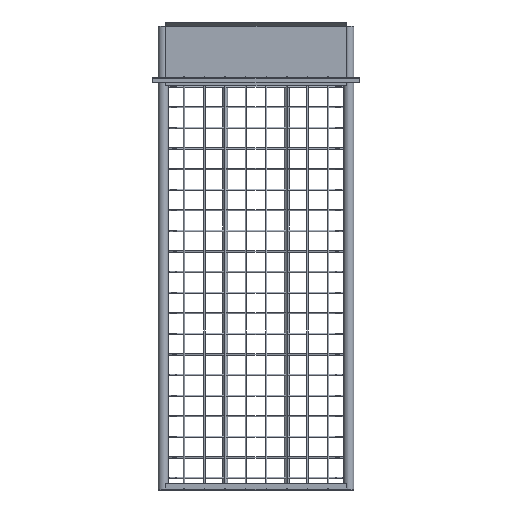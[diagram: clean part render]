
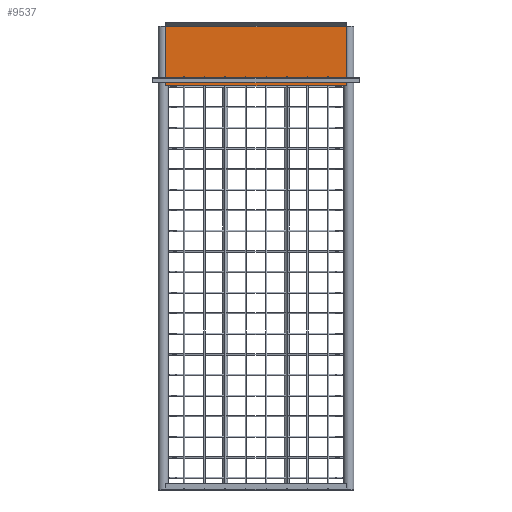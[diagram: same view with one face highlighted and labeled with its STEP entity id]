
A CAD part, left-side view. The second image highlights one B-rep face of the part: STEP entity #9537.
In plain terms, the highlighted face is planar.
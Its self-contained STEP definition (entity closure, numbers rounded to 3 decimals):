
#196 = ORIENTED_EDGE ( 'NONE', *, *, #14272, .F. ) ;
#401 = VERTEX_POINT ( 'NONE', #9775 ) ;
#421 = EDGE_CURVE ( 'NONE', #14180, #8586, #7440, .T. ) ;
#782 = VECTOR ( 'NONE', #16454, 1000. ) ;
#887 = DIRECTION ( 'NONE',  ( 0., 0., 1. ) ) ;
#1511 = DIRECTION ( 'NONE',  ( 0., -1., 0. ) ) ;
#1599 = DIRECTION ( 'NONE',  ( 0., 1., 0. ) ) ;
#1824 = LINE ( 'NONE', #13852, #9328 ) ;
#2497 = VECTOR ( 'NONE', #3091, 1000. ) ;
#2589 = LINE ( 'NONE', #13297, #4705 ) ;
#2607 = VECTOR ( 'NONE', #4395, 1000. ) ;
#2664 = CARTESIAN_POINT ( 'NONE',  ( 12.5, -20.3, 139.65 ) ) ;
#2757 = DIRECTION ( 'NONE',  ( 0., -1., 0. ) ) ;
#3091 = DIRECTION ( 'NONE',  ( 0., 0., -1. ) ) ;
#3269 = EDGE_LOOP ( 'NONE', ( #16016, #4865, #6019, #196 ) ) ;
#3341 = EDGE_CURVE ( 'NONE', #11465, #8586, #4526, .T. ) ;
#3363 = EDGE_LOOP ( 'NONE', ( #13339, #6902, #9653, #8275 ) ) ;
#3453 = EDGE_CURVE ( 'NONE', #12901, #11465, #14333, .T. ) ;
#3472 = CARTESIAN_POINT ( 'NONE',  ( 12.5, -20.3, -160.35 ) ) ;
#3611 = VERTEX_POINT ( 'NONE', #10758 ) ;
#3725 = DIRECTION ( 'NONE',  ( 0., 0., -1. ) ) ;
#3917 = VECTOR ( 'NONE', #887, 1000. ) ;
#4395 = DIRECTION ( 'NONE',  ( 0., 0., -1. ) ) ;
#4488 = CARTESIAN_POINT ( 'NONE',  ( 12.5, -144.101, 218.813 ) ) ;
#4494 = LINE ( 'NONE', #8241, #2497 ) ;
#4526 = LINE ( 'NONE', #5732, #16614 ) ;
#4705 = VECTOR ( 'NONE', #2757, 1000. ) ;
#4865 = ORIENTED_EDGE ( 'NONE', *, *, #9511, .F. ) ;
#4967 = VECTOR ( 'NONE', #3725, 1000. ) ;
#5584 = EDGE_CURVE ( 'NONE', #10116, #12319, #7578, .T. ) ;
#5732 = CARTESIAN_POINT ( 'NONE',  ( 12.5, 0., -218.813 ) ) ;
#5747 = CARTESIAN_POINT ( 'NONE',  ( 12.5, -20.3, 160.35 ) ) ;
#5861 = LINE ( 'NONE', #11175, #782 ) ;
#6001 = CARTESIAN_POINT ( 'NONE',  ( 12.5, -18.7, 160.35 ) ) ;
#6019 = ORIENTED_EDGE ( 'NONE', *, *, #11531, .F. ) ;
#6306 = CARTESIAN_POINT ( 'NONE',  ( 12.5, -20.3, -160.35 ) ) ;
#6485 = CARTESIAN_POINT ( 'NONE',  ( 12.5, 0., -218.813 ) ) ;
#6845 = LINE ( 'NONE', #8422, #12724 ) ;
#6902 = ORIENTED_EDGE ( 'NONE', *, *, #7817, .T. ) ;
#7440 = LINE ( 'NONE', #4488, #2607 ) ;
#7578 = LINE ( 'NONE', #14083, #13388 ) ;
#7608 = VERTEX_POINT ( 'NONE', #16133 ) ;
#7817 = EDGE_CURVE ( 'NONE', #401, #10116, #15352, .T. ) ;
#8241 = CARTESIAN_POINT ( 'NONE',  ( 12.5, -18.7, -160.35 ) ) ;
#8251 = CARTESIAN_POINT ( 'NONE',  ( 12.5, -18.7, -160.35 ) ) ;
#8271 = DIRECTION ( 'NONE',  ( 0., -1., 0. ) ) ;
#8275 = ORIENTED_EDGE ( 'NONE', *, *, #12313, .T. ) ;
#8280 = CARTESIAN_POINT ( 'NONE',  ( 12.5, -144.101, -218.813 ) ) ;
#8422 = CARTESIAN_POINT ( 'NONE',  ( 12.5, -20.3, 160.35 ) ) ;
#8484 = ORIENTED_EDGE ( 'NONE', *, *, #3341, .F. ) ;
#8586 = VERTEX_POINT ( 'NONE', #8280 ) ;
#8884 = LINE ( 'NONE', #3472, #9598 ) ;
#9328 = VECTOR ( 'NONE', #9910, 1000. ) ;
#9511 = EDGE_CURVE ( 'NONE', #7608, #12818, #6845, .T. ) ;
#9537 = ADVANCED_FACE ( 'NONE', ( #13547, #10846, #12402 ), #11015, .T. ) ;
#9598 = VECTOR ( 'NONE', #14193, 1000. ) ;
#9653 = ORIENTED_EDGE ( 'NONE', *, *, #5584, .T. ) ;
#9775 = CARTESIAN_POINT ( 'NONE',  ( 12.5, -20.3, -160.35 ) ) ;
#9910 = DIRECTION ( 'NONE',  ( 0., 0., -1. ) ) ;
#9925 = AXIS2_PLACEMENT_3D ( 'NONE', #12494, #16300, #1599 ) ;
#9994 = LINE ( 'NONE', #6001, #11055 ) ;
#10116 = VERTEX_POINT ( 'NONE', #14560 ) ;
#10349 = DIRECTION ( 'NONE',  ( 0., 0., 1. ) ) ;
#10473 = VERTEX_POINT ( 'NONE', #2664 ) ;
#10515 = EDGE_CURVE ( 'NONE', #12901, #14180, #2589, .T. ) ;
#10758 = CARTESIAN_POINT ( 'NONE',  ( 12.5, -18.7, 139.65 ) ) ;
#10846 = FACE_OUTER_BOUND ( 'NONE', #11802, .T. ) ;
#11015 = PLANE ( 'NONE',  #9925 ) ;
#11055 = VECTOR ( 'NONE', #10349, 1000. ) ;
#11175 = CARTESIAN_POINT ( 'NONE',  ( 12.5, -20.3, 139.65 ) ) ;
#11463 = ORIENTED_EDGE ( 'NONE', *, *, #3453, .F. ) ;
#11465 = VERTEX_POINT ( 'NONE', #6485 ) ;
#11531 = EDGE_CURVE ( 'NONE', #3611, #7608, #9994, .T. ) ;
#11802 = EDGE_LOOP ( 'NONE', ( #12397, #8484, #11463, #14060 ) ) ;
#12223 = CARTESIAN_POINT ( 'NONE',  ( 12.5, -144.101, 218.813 ) ) ;
#12313 = EDGE_CURVE ( 'NONE', #12319, #16640, #4494, .T. ) ;
#12319 = VERTEX_POINT ( 'NONE', #16044 ) ;
#12397 = ORIENTED_EDGE ( 'NONE', *, *, #421, .T. ) ;
#12402 = FACE_BOUND ( 'NONE', #3269, .T. ) ;
#12494 = CARTESIAN_POINT ( 'NONE',  ( 12.5, 0., 218.813 ) ) ;
#12724 = VECTOR ( 'NONE', #1511, 1000. ) ;
#12818 = VERTEX_POINT ( 'NONE', #5747 ) ;
#12874 = DIRECTION ( 'NONE',  ( 0., 1., 0. ) ) ;
#12901 = VERTEX_POINT ( 'NONE', #14017 ) ;
#13297 = CARTESIAN_POINT ( 'NONE',  ( 12.5, 0., 218.813 ) ) ;
#13339 = ORIENTED_EDGE ( 'NONE', *, *, #14682, .T. ) ;
#13388 = VECTOR ( 'NONE', #12874, 1000. ) ;
#13547 = FACE_BOUND ( 'NONE', #3363, .T. ) ;
#13852 = CARTESIAN_POINT ( 'NONE',  ( 12.5, -20.3, 160.35 ) ) ;
#14017 = CARTESIAN_POINT ( 'NONE',  ( 12.5, 0., 218.813 ) ) ;
#14060 = ORIENTED_EDGE ( 'NONE', *, *, #10515, .T. ) ;
#14083 = CARTESIAN_POINT ( 'NONE',  ( 12.5, -20.3, -139.65 ) ) ;
#14180 = VERTEX_POINT ( 'NONE', #12223 ) ;
#14193 = DIRECTION ( 'NONE',  ( 0., -1., 0. ) ) ;
#14272 = EDGE_CURVE ( 'NONE', #10473, #3611, #5861, .T. ) ;
#14333 = LINE ( 'NONE', #15385, #4967 ) ;
#14560 = CARTESIAN_POINT ( 'NONE',  ( 12.5, -20.3, -139.65 ) ) ;
#14682 = EDGE_CURVE ( 'NONE', #16640, #401, #8884, .T. ) ;
#15352 = LINE ( 'NONE', #6306, #3917 ) ;
#15385 = CARTESIAN_POINT ( 'NONE',  ( 12.5, 0., 218.813 ) ) ;
#16016 = ORIENTED_EDGE ( 'NONE', *, *, #16964, .F. ) ;
#16044 = CARTESIAN_POINT ( 'NONE',  ( 12.5, -18.7, -139.65 ) ) ;
#16133 = CARTESIAN_POINT ( 'NONE',  ( 12.5, -18.7, 160.35 ) ) ;
#16300 = DIRECTION ( 'NONE',  ( 1., 0., 0. ) ) ;
#16454 = DIRECTION ( 'NONE',  ( 0., 1., 0. ) ) ;
#16614 = VECTOR ( 'NONE', #8271, 1000. ) ;
#16640 = VERTEX_POINT ( 'NONE', #8251 ) ;
#16964 = EDGE_CURVE ( 'NONE', #12818, #10473, #1824, .T. ) ;
